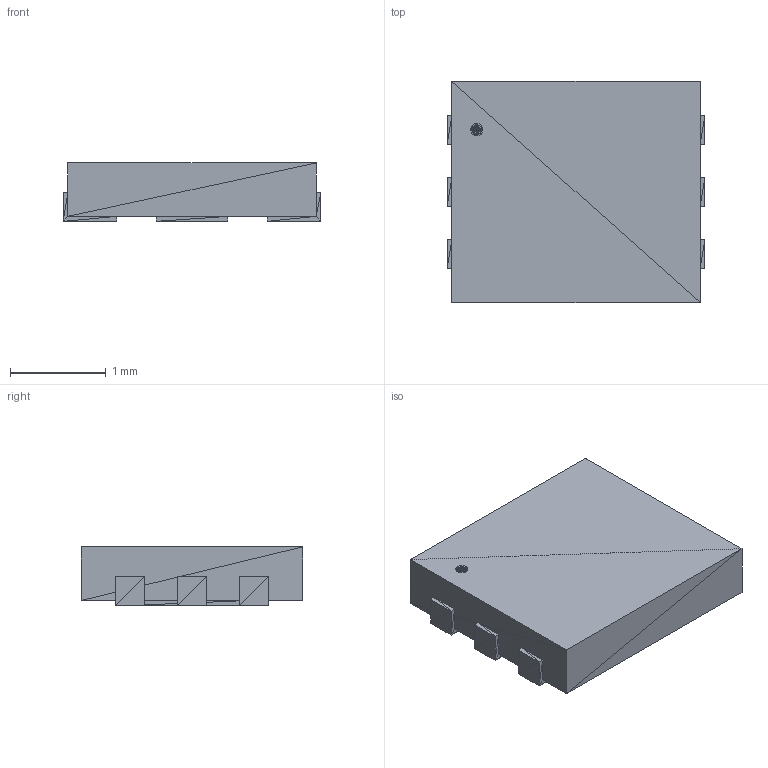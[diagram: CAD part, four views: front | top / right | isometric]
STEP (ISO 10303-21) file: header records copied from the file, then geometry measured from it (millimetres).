
FILE_DESCRIPTION(('STEP AP214'),'1');
FILE_NAME('SDB06A-L','2018-08-22T03:42:23',(''),(''),'','','');
FILE_SCHEMA(('AUTOMOTIVE_DESIGN'));
Length unit declared in the file: millimetre
Products named in the file (1): product
Bounding box: 2.69 x 2.31 x 0.61 mm (x, y, z)
Surface area: 23.1 mm2 (no closed solid volume)
Topology: 0 solids, 272 shells, 272 faces, 816 edges, 816 vertices
Faces by surface type: plane 272
Entity records: 9035 total; most frequent: CARTESIAN_POINT 1905, DIRECTION 1362, ORIENTED_EDGE 816, EDGE_CURVE 816, VERTEX_POINT 816, LINE 816, VECTOR 816, AXIS2_PLACEMENT_3D 273
